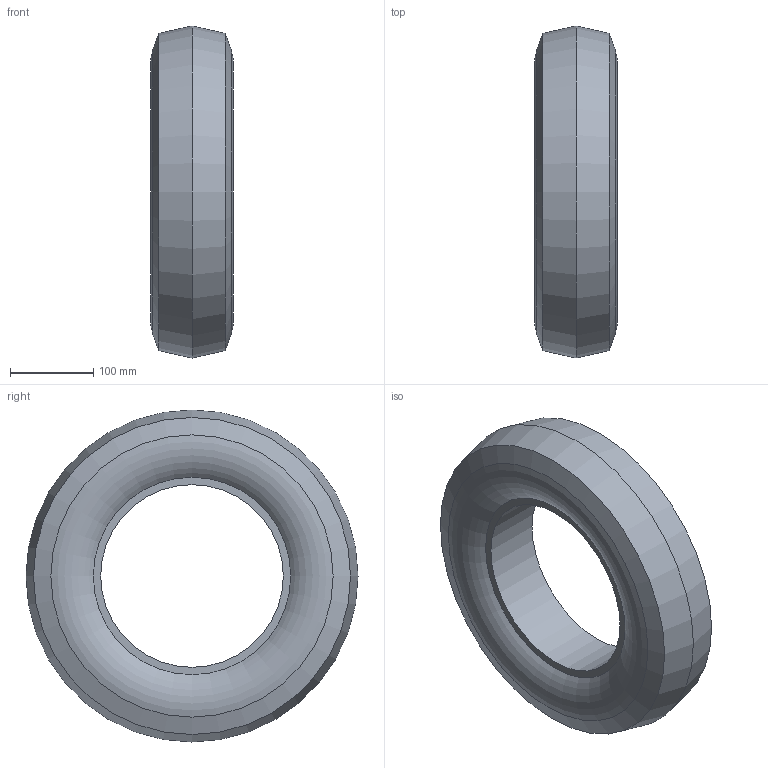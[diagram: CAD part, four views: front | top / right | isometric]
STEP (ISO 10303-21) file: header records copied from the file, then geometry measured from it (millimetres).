
FILE_DESCRIPTION (( 'STEP AP214' ), '1' );
FILE_NAME ('0038398_DS2-400-100-VS1-PR6-DUMMY.step', '2018-05-29T08:07:38', ( '' ), ( '' ), 'SwSTEP 2.0', 'SolidWorks 2018', '' );
FILE_SCHEMA (( 'AUTOMOTIVE_DESIGN' ));
Length unit declared in the file: millimetre
Products named in the file (2): 0015790_D2-400-100-DUMMY; 0038398_DS2-400-100-VS1-PR6-DUMMY
Assembly tree (1 placements, depth 2):
  0038398_DS2-400-100-VS1-PR6-DUMMY
    0015790_D2-400-100-DUMMY
Bounding box: 99.82 x 400 x 400 mm (x, y, z)
Volume: 1750999.2 mm3; surface area: 583628.8 mm2
Topology: 1 solids, 2 shells, 18 faces, 32 edges, 18 vertices
Faces by surface type: cone 8, plane 4, torus 4, cylinder 2
Full cylindrical faces by diameter (mm): 220 x1, 232 x1
Entity records: 436 total; most frequent: DIRECTION 80, CARTESIAN_POINT 58, AXIS2_PLACEMENT_3D 40, EDGE_LOOP 36, ORIENTED_EDGE 36, FACE_OUTER_BOUND 24, ADVANCED_FACE 18, VERTEX_POINT 18
